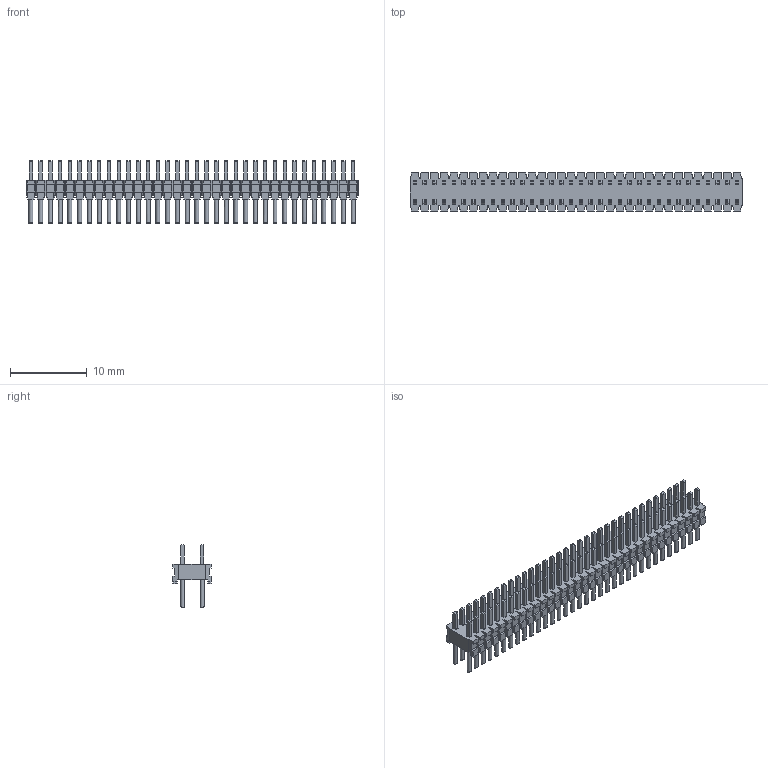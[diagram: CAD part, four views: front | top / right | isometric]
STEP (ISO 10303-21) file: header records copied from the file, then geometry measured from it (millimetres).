
FILE_DESCRIPTION(('FreeCAD Model'),'2;1');
FILE_NAME('Open CASCADE Shape Model','2025-01-09T14:59:29',(''),(''), 'Open CASCADE STEP processor 7.8','FreeCAD','Unknown');
FILE_SCHEMA(('AUTOMOTIVE_DESIGN { 1 0 10303 214 1 1 1 1 }'));
Length unit declared in the file: millimetre
Products named in the file (2): TMS-134-D_header; T-1M6-34-02-D
Bounding box: 43.18 x 4.98 x 8.13 mm (x, y, z)
Volume: 554 mm3; surface area: 2294.1 mm2
Topology: 2 solids, 2 shells, 2196 faces, 6436 edges, 4244 vertices
Faces by surface type: plane 2128, cylinder 68
Full cylindrical faces by diameter (mm): 0.508 x68
Entity records: 71904 total; most frequent: CARTESIAN_POINT 12945, ORIENTED_EDGE 12872, DIRECTION 11174, EDGE_CURVE 6436, LINE 5956, VECTOR 5956, VERTEX_POINT 4244, AXIS2_PLACEMENT_3D 2609
